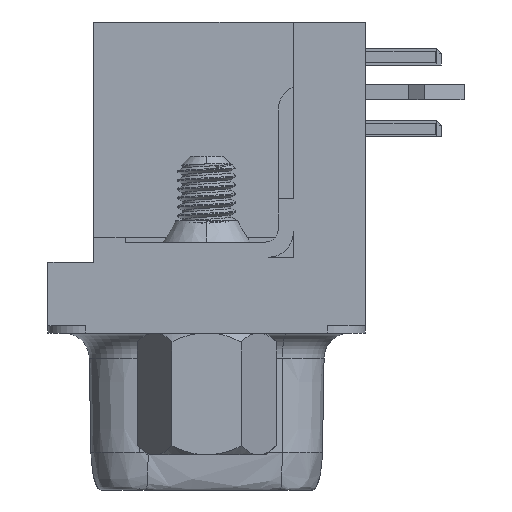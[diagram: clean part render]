
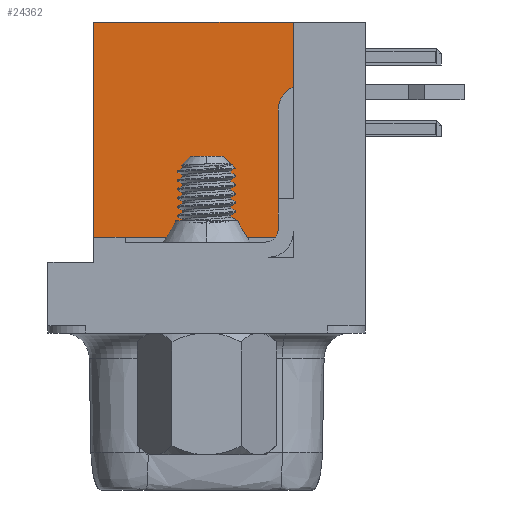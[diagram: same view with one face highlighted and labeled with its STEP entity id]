
A CAD part, left-side view. The second image highlights one B-rep face of the part: STEP entity #24362.
In plain terms, the highlighted planar face has unit normal (-1, 0, 0).
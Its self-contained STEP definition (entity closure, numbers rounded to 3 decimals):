
#2595 = LINE ( 'NONE', #34099, #30516 ) ;
#2890 = VECTOR ( 'NONE', #26225, 1000. ) ;
#3254 = DIRECTION ( 'NONE',  ( 0., 0., 1. ) ) ;
#4021 = VECTOR ( 'NONE', #42561, 1000. ) ;
#8436 = EDGE_LOOP ( 'NONE', ( #20966, #24750, #13185, #32712 ) ) ;
#9099 = VERTEX_POINT ( 'NONE', #39881 ) ;
#10460 = VERTEX_POINT ( 'NONE', #16438 ) ;
#12098 = FACE_OUTER_BOUND ( 'NONE', #8436, .T. ) ;
#13185 = ORIENTED_EDGE ( 'NONE', *, *, #29043, .F. ) ;
#16438 = CARTESIAN_POINT ( 'NONE',  ( -7.5, 4.475, 10. ) ) ;
#17813 = LINE ( 'NONE', #35116, #35399 ) ;
#18197 = AXIS2_PLACEMENT_3D ( 'NONE', #19295, #43358, #39529 ) ;
#19295 = CARTESIAN_POINT ( 'NONE',  ( -7.5, 4.475, 10. ) ) ;
#19486 = CARTESIAN_POINT ( 'NONE',  ( -7.5, 4.475, 18.5 ) ) ;
#20385 = CARTESIAN_POINT ( 'NONE',  ( -7.5, 4.475, 18.5 ) ) ;
#20672 = VERTEX_POINT ( 'NONE', #20385 ) ;
#20966 = ORIENTED_EDGE ( 'NONE', *, *, #32323, .T. ) ;
#23968 = EDGE_CURVE ( 'NONE', #10460, #20672, #17813, .T. ) ;
#24362 = ADVANCED_FACE ( 'NONE', ( #12098 ), #29192, .F. ) ;
#24750 = ORIENTED_EDGE ( 'NONE', *, *, #23968, .F. ) ;
#26225 = DIRECTION ( 'NONE',  ( 0., 1., 0. ) ) ;
#28140 = DIRECTION ( 'NONE',  ( 0., 0., 1. ) ) ;
#29043 = EDGE_CURVE ( 'NONE', #9099, #10460, #32425, .T. ) ;
#29192 = PLANE ( 'NONE',  #18197 ) ;
#29309 = CARTESIAN_POINT ( 'NONE',  ( -7.5, -3.425, 18.5 ) ) ;
#30516 = VECTOR ( 'NONE', #3254, 1000. ) ;
#30937 = VERTEX_POINT ( 'NONE', #29309 ) ;
#32323 = EDGE_CURVE ( 'NONE', #30937, #20672, #40153, .T. ) ;
#32425 = LINE ( 'NONE', #39177, #4021 ) ;
#32712 = ORIENTED_EDGE ( 'NONE', *, *, #36645, .T. ) ;
#34099 = CARTESIAN_POINT ( 'NONE',  ( -7.5, -3.425, 10. ) ) ;
#35116 = CARTESIAN_POINT ( 'NONE',  ( -7.5, 4.475, 10. ) ) ;
#35399 = VECTOR ( 'NONE', #28140, 1000. ) ;
#36645 = EDGE_CURVE ( 'NONE', #9099, #30937, #2595, .T. ) ;
#39177 = CARTESIAN_POINT ( 'NONE',  ( -7.5, 4.475, 10. ) ) ;
#39529 = DIRECTION ( 'NONE',  ( 0., 0., -1. ) ) ;
#39881 = CARTESIAN_POINT ( 'NONE',  ( -7.5, -3.425, 10. ) ) ;
#40153 = LINE ( 'NONE', #19486, #2890 ) ;
#42561 = DIRECTION ( 'NONE',  ( 0., 1., 0. ) ) ;
#43358 = DIRECTION ( 'NONE',  ( 1., 0., 0. ) ) ;
